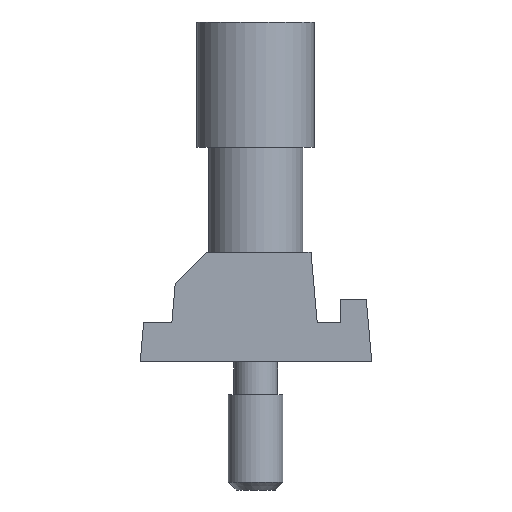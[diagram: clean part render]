
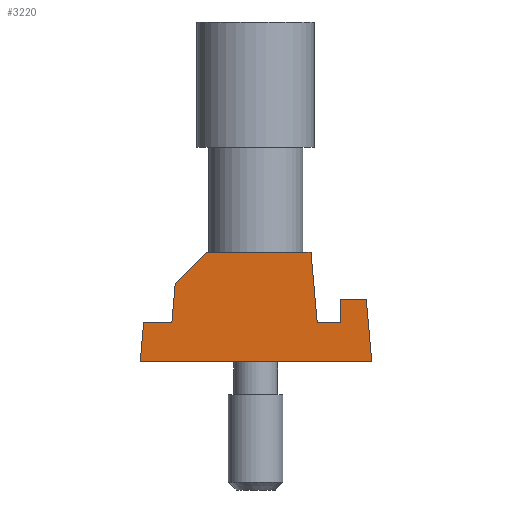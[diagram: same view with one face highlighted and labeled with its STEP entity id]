
A CAD part, front view. The second image highlights one B-rep face of the part: STEP entity #3220.
In plain terms, the highlighted face is planar.
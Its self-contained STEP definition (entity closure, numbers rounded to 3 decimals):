
#1900=CARTESIAN_POINT('',(11.402,16.102,
-3.));
#1910=DIRECTION('',(1.,0.,0.));
#1920=VECTOR('',#1910,1.);
#1930=LINE('',#1900,#1920);
#1940=CARTESIAN_POINT('',(3.329,16.102,
-3.));
#1950=VERTEX_POINT('',#1940);
#1960=CARTESIAN_POINT('',(18.121,16.102,
-3.));
#1970=VERTEX_POINT('',#1960);
#1980=EDGE_CURVE('',#1950,#1970,#1930,.T.);
#2320=CARTESIAN_POINT('',(10.725,19.602,
-3.));
#2330=DIRECTION('',(0.,0.,-1.));
#2340=DIRECTION('',(-1.,0.,0.));
#2350=AXIS2_PLACEMENT_3D('',#2320,#2330,#2340);
#2360=PLANE('',#2350);
#2370=CARTESIAN_POINT('',(11.402,18.602,
-3.));
#2380=DIRECTION('',(-1.,0.,0.));
#2390=VECTOR('',#2380,1.);
#2400=LINE('',#2370,#2390);
#2410=CARTESIAN_POINT('',(17.902,18.602,
-3.));
#2420=VERTEX_POINT('',#2410);
#2430=CARTESIAN_POINT('',(16.102,18.602,
-3.));
#2440=VERTEX_POINT('',#2430);
#2450=EDGE_CURVE('',#2420,#2440,#2400,.T.);
#2460=ORIENTED_EDGE('',*,*,#2450,.F.);
#2470=CARTESIAN_POINT('',(16.583,13.112,
-3.));
#2480=DIRECTION('',(-0.087,0.996,0.));
#2490=VECTOR('',#2480,1.);
#2500=LINE('',#2470,#2490);
#2510=CARTESIAN_POINT('',(15.883,21.105,
-3.));
#2520=VERTEX_POINT('',#2510);
#2530=EDGE_CURVE('',#2440,#2520,#2500,.T.);
#2540=ORIENTED_EDGE('',*,*,#2530,.F.);
#2550=CARTESIAN_POINT('',(23.876,13.112,
-3.));
#2560=DIRECTION('',(-0.707,0.707,0.));
#2570=VECTOR('',#2560,1.);
#2580=LINE('',#2550,#2570);
#2590=CARTESIAN_POINT('',(13.886,23.102,
-3.));
#2600=VERTEX_POINT('',#2590);
#2610=EDGE_CURVE('',#2520,#2600,#2580,.T.);
#2620=ORIENTED_EDGE('',*,*,#2610,.F.);
#2630=CARTESIAN_POINT('',(11.402,23.102,
-3.));
#2640=DIRECTION('',(-1.,0.,0.));
#2650=VECTOR('',#2640,1.);
#2660=LINE('',#2630,#2650);
#2670=CARTESIAN_POINT('',(10.75,23.102,-3.));
#2680=VERTEX_POINT('',#2670);
#2690=EDGE_CURVE('',#2600,#2680,#2660,.T.);
#2700=ORIENTED_EDGE('',*,*,#2690,.F.);
#2710=CARTESIAN_POINT('',(7.21,23.102,
-3.));
#2720=VERTEX_POINT('',#2710);
#2730=EDGE_CURVE('',#2680,#2720,#2660,.T.);
#2740=ORIENTED_EDGE('',*,*,#2730,.F.);
#2750=CARTESIAN_POINT('',(6.336,13.112,
-3.));
#2760=DIRECTION('',(-0.087,-0.996,0.));
#2770=VECTOR('',#2760,1.);
#2780=LINE('',#2750,#2770);
#2790=CARTESIAN_POINT('',(6.816,18.602,
-3.));
#2800=VERTEX_POINT('',#2790);
#2810=EDGE_CURVE('',#2720,#2800,#2780,.T.);
#2820=ORIENTED_EDGE('',*,*,#2810,.F.);
#2830=CARTESIAN_POINT('',(11.402,18.602,
-3.));
#2840=DIRECTION('',(-1.,0.,0.));
#2850=VECTOR('',#2840,1.);
#2860=LINE('',#2830,#2850);
#2870=CARTESIAN_POINT('',(5.345,18.602,
-3.));
#2880=VERTEX_POINT('',#2870);
#2890=EDGE_CURVE('',#2800,#2880,#2860,.T.);
#2900=ORIENTED_EDGE('',*,*,#2890,.F.);
#2910=CARTESIAN_POINT('',(5.345,13.112,
-3.));
#2920=DIRECTION('',(0.,1.,0.));
#2930=VECTOR('',#2920,1.);
#2940=LINE('',#2910,#2930);
#2950=CARTESIAN_POINT('',(5.345,20.102,
-3.));
#2960=VERTEX_POINT('',#2950);
#2970=EDGE_CURVE('',#2880,#2960,#2940,.T.);
#2980=ORIENTED_EDGE('',*,*,#2970,.F.);
#2990=CARTESIAN_POINT('',(11.402,20.102,
-3.));
#3000=DIRECTION('',(-1.,0.,0.));
#3010=VECTOR('',#3000,1.);
#3020=LINE('',#2990,#3010);
#3030=CARTESIAN_POINT('',(3.679,20.102,
-3.));
#3040=VERTEX_POINT('',#3030);
#3050=EDGE_CURVE('',#2960,#3040,#3020,.T.);
#3060=ORIENTED_EDGE('',*,*,#3050,.F.);
#3070=CARTESIAN_POINT('',(3.068,13.112,
-3.));
#3080=DIRECTION('',(-0.087,-0.996,0.));
#3090=VECTOR('',#3080,1.);
#3100=LINE('',#3070,#3090);
#3110=EDGE_CURVE('',#3040,#1950,#3100,.T.);
#3120=ORIENTED_EDGE('',*,*,#3110,.F.);
#3130=ORIENTED_EDGE('',*,*,#1980,.F.);
#3140=CARTESIAN_POINT('',(18.382,13.112,
-3.));
#3150=DIRECTION('',(-0.087,0.996,0.));
#3160=VECTOR('',#3150,1.);
#3170=LINE('',#3140,#3160);
#3180=EDGE_CURVE('',#1970,#2420,#3170,.T.);
#3190=ORIENTED_EDGE('',*,*,#3180,.F.);
#3200=EDGE_LOOP('',(#3190,#3130,#3120,#3060,#2980,#2900,#2820,#2740,
#2700,#2620,#2540,#2460));
#3210=FACE_OUTER_BOUND('',#3200,.T.);
#3220=ADVANCED_FACE('',(#3210),#2360,.T.);
